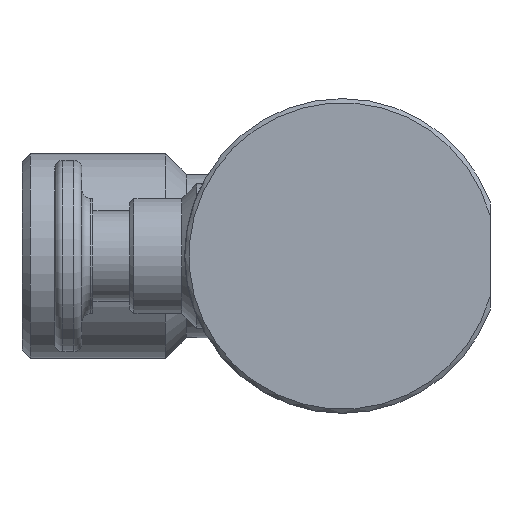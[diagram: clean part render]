
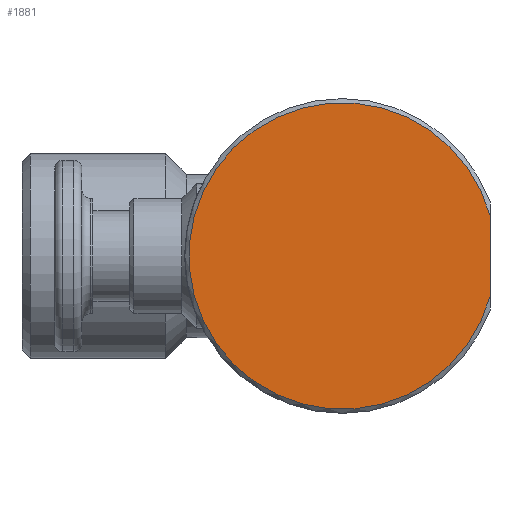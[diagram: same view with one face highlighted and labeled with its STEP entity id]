
A CAD part, left-side view. The second image highlights one B-rep face of the part: STEP entity #1881.
In plain terms, the highlighted planar face has unit normal (-1, 0, 0).
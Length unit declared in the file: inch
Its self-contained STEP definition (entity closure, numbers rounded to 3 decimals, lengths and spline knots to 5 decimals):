
#162=CIRCLE('',#2096,0.56);
#329=FACE_OUTER_BOUND('',#443,.T.);
#443=EDGE_LOOP('',(#1579,#1580));
#566=LINE('',#3209,#677);
#677=VECTOR('',#2459,0.3937);
#814=VERTEX_POINT('',#3207);
#815=VERTEX_POINT('',#3208);
#1054=EDGE_CURVE('',#814,#815,#566,.T.);
#1126=EDGE_CURVE('',#814,#815,#162,.T.);
#1579=ORIENTED_EDGE('',*,*,#1054,.T.);
#1580=ORIENTED_EDGE('',*,*,#1126,.F.);
#1797=PLANE('',#2095);
#1881=ADVANCED_FACE('',(#329),#1797,.T.);
#2095=AXIS2_PLACEMENT_3D('',#3399,#2606,#2607);
#2096=AXIS2_PLACEMENT_3D('',#3400,#2608,#2609);
#2459=DIRECTION('',(0.,0.,1.));
#2606=DIRECTION('center_axis',(-1.,0.,0.));
#2607=DIRECTION('ref_axis',(0.,0.,1.));
#2608=DIRECTION('center_axis',(1.,0.,0.));
#2609=DIRECTION('ref_axis',(0.,1.,0.));
#3207=CARTESIAN_POINT('',(0.,-0.54,-0.14832));
#3208=CARTESIAN_POINT('',(0.,-0.54,0.14832));
#3209=CARTESIAN_POINT('',(0.,-0.54,0.));
#3399=CARTESIAN_POINT('Origin',(0.,0.28,0.));
#3400=CARTESIAN_POINT('Origin',(0.,0.,0.));
